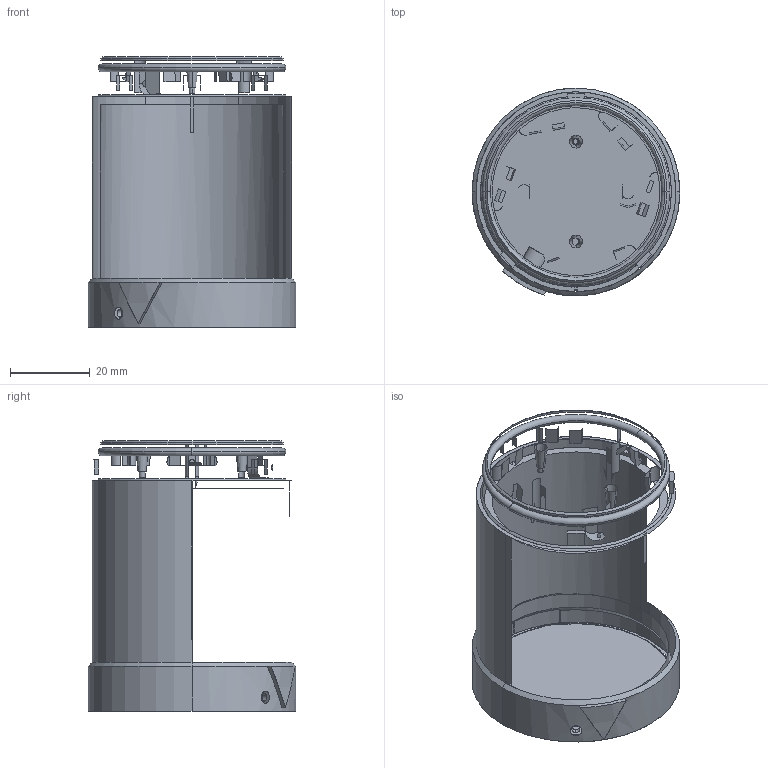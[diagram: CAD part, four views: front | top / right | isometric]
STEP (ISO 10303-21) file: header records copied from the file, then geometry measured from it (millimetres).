
FILE_DESCRIPTION((''),'2;1');
FILE_NAME('VLF-50mm-strobe SS.stp','2012-12-11T09:05:52',(''),(''),'Mechanical Desktop 2011','Mechanical Desktop 2011',', , ');
FILE_SCHEMA(('CONFIG_CONTROL_DESIGN'));
Length unit declared in the file: millimetre
Products named in the file (1): Product
Bounding box: 52 x 52 x 67.7 mm (x, y, z)
Surface area: 14048.7 mm2 (no closed solid volume)
Topology: 0 solids, 44 shells, 90 faces, 452 edges, 459 vertices
Faces by surface type: bspline 47, cylinder 23, cone 16, torus 4
Entity records: 5711 total; most frequent: CARTESIAN_POINT 2857, DIRECTION 378, QUASI_UNIFORM_CURVE 358, PCURVE 236, COMPOSITE_CURVE_SEGMENT 236, VERTEX_POINT 208, EDGE_CURVE 208, ORIENTED_EDGE 208
